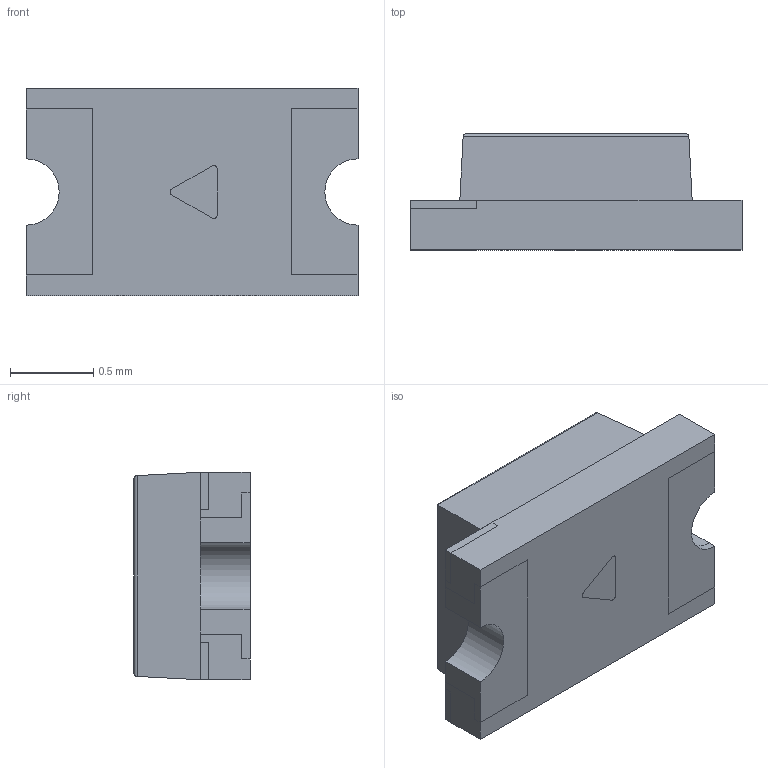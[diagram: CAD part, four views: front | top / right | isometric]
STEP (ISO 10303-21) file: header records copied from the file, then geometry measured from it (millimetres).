
FILE_DESCRIPTION (( 'STEP AP214' ), '1' );
FILE_NAME ('150080BS75000.STEP', '2021-06-14T06:10:03', ( '' ), ( '' ), 'SwSTEP 2.0', 'SolidWorks 2018', '' );
FILE_SCHEMA (( 'AUTOMOTIVE_DESIGN' ));
Length unit declared in the file: millimetre
Products named in the file (1): 150080BS75000
Bounding box: 2 x 0.7 x 1.25 mm (x, y, z)
Volume: 1.4 mm3; surface area: 12.1 mm2
Topology: 7 solids, 7 shells, 102 faces, 247 edges, 160 vertices
Faces by surface type: plane 80, cylinder 22
Entity records: 3456 total; most frequent: CARTESIAN_POINT 522, ORIENTED_EDGE 494, DIRECTION 489, EDGE_CURVE 247, LINE 203, VECTOR 203, VERTEX_POINT 160, AXIS2_PLACEMENT_3D 143
